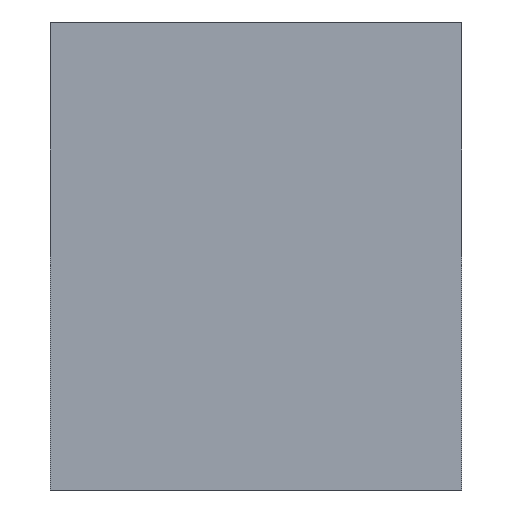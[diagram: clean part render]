
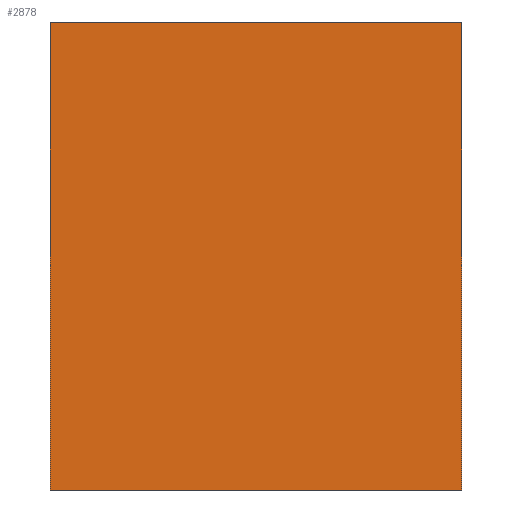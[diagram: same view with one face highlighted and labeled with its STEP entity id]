
A CAD part, left-side view. The second image highlights one B-rep face of the part: STEP entity #2878.
In plain terms, the highlighted planar face has unit normal (-1, 0, 0).
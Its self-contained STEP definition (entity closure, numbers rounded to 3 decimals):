
#105 = EDGE_CURVE ( 'NONE', #5765, #2819, #5991, .T. ) ;
#226 = ORIENTED_EDGE ( 'NONE', *, *, #4114, .F. ) ;
#613 = FACE_OUTER_BOUND ( 'NONE', #3709, .T. ) ;
#665 = EDGE_CURVE ( 'NONE', #4416, #5765, #4650, .T. ) ;
#789 = CARTESIAN_POINT ( 'NONE',  ( -100., 200., 0. ) ) ;
#863 = CARTESIAN_POINT ( 'NONE',  ( -100., 200., 455. ) ) ;
#1165 = DIRECTION ( 'NONE',  ( 0., 1., 0. ) ) ;
#1631 = CARTESIAN_POINT ( 'NONE',  ( -100., -200., 455. ) ) ;
#1777 = EDGE_CURVE ( 'NONE', #5344, #2819, #4036, .T. ) ;
#1780 = DIRECTION ( 'NONE',  ( 0., 0., -1. ) ) ;
#2144 = VECTOR ( 'NONE', #5504, 1000. ) ;
#2409 = ORIENTED_EDGE ( 'NONE', *, *, #1777, .F. ) ;
#2794 = DIRECTION ( 'NONE',  ( 0., -1., 0. ) ) ;
#2819 = VERTEX_POINT ( 'NONE', #5018 ) ;
#2878 = ADVANCED_FACE ( 'NONE', ( #613 ), #3527, .F. ) ;
#2956 = VECTOR ( 'NONE', #6041, 1000. ) ;
#3527 = PLANE ( 'NONE',  #5382 ) ;
#3554 = VECTOR ( 'NONE', #2794, 1000. ) ;
#3599 = CARTESIAN_POINT ( 'NONE',  ( -100., 200., 0. ) ) ;
#3627 = VECTOR ( 'NONE', #1780, 1000. ) ;
#3694 = CARTESIAN_POINT ( 'NONE',  ( -100., 200., 455. ) ) ;
#3709 = EDGE_LOOP ( 'NONE', ( #5398, #2409, #226, #3830 ) ) ;
#3830 = ORIENTED_EDGE ( 'NONE', *, *, #665, .T. ) ;
#4036 = LINE ( 'NONE', #1631, #2956 ) ;
#4114 = EDGE_CURVE ( 'NONE', #4416, #5344, #4925, .T. ) ;
#4416 = VERTEX_POINT ( 'NONE', #3694 ) ;
#4474 = CARTESIAN_POINT ( 'NONE',  ( -100., 200., 455. ) ) ;
#4650 = LINE ( 'NONE', #6109, #3627 ) ;
#4925 = LINE ( 'NONE', #863, #3554 ) ;
#4985 = DIRECTION ( 'NONE',  ( 1., 0., 0. ) ) ;
#5018 = CARTESIAN_POINT ( 'NONE',  ( -100., -200., 0. ) ) ;
#5344 = VERTEX_POINT ( 'NONE', #5981 ) ;
#5382 = AXIS2_PLACEMENT_3D ( 'NONE', #4474, #4985, #1165 ) ;
#5398 = ORIENTED_EDGE ( 'NONE', *, *, #105, .T. ) ;
#5504 = DIRECTION ( 'NONE',  ( 0., -1., 0. ) ) ;
#5765 = VERTEX_POINT ( 'NONE', #789 ) ;
#5981 = CARTESIAN_POINT ( 'NONE',  ( -100., -200., 455. ) ) ;
#5991 = LINE ( 'NONE', #3599, #2144 ) ;
#6041 = DIRECTION ( 'NONE',  ( 0., 0., -1. ) ) ;
#6109 = CARTESIAN_POINT ( 'NONE',  ( -100., 200., 455. ) ) ;
